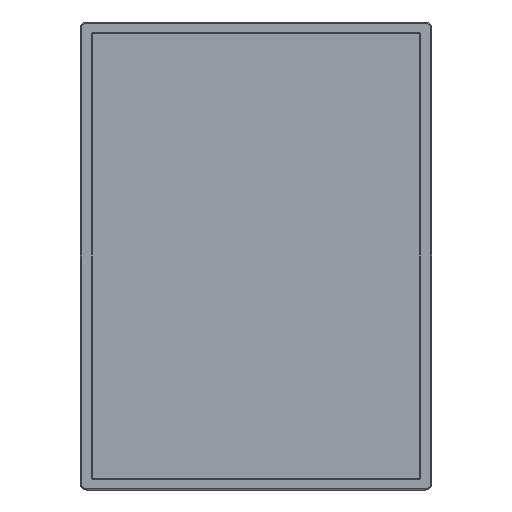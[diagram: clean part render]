
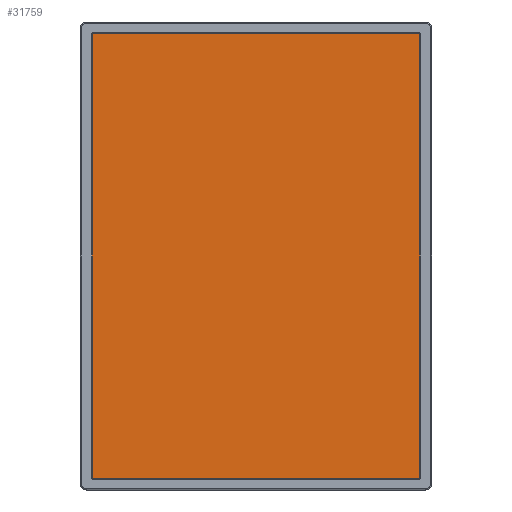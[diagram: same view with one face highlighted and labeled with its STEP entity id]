
A CAD part, front view. The second image highlights one B-rep face of the part: STEP entity #31759.
In plain terms, the highlighted planar face has unit normal (0, -1, 0).
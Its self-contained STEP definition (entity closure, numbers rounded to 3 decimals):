
#3006 = CARTESIAN_POINT ( 'NONE',  ( -3., -18., -372.5 ) ) ;
#3027 = CARTESIAN_POINT ( 'NONE',  ( -2., -18., 6.5 ) ) ;
#4574 = ORIENTED_EDGE ( 'NONE', *, *, #30894, .T. ) ;
#4575 = ORIENTED_EDGE ( 'NONE', *, *, #30972, .T. ) ;
#4576 = ORIENTED_EDGE ( 'NONE', *, *, #30886, .T. ) ;
#4577 = ORIENTED_EDGE ( 'NONE', *, *, #31005, .T. ) ;
#4578 = ORIENTED_EDGE ( 'NONE', *, *, #30895, .T. ) ;
#4579 = ORIENTED_EDGE ( 'NONE', *, *, #30870, .T. ) ;
#4580 = ORIENTED_EDGE ( 'NONE', *, *, #30893, .T. ) ;
#4581 = ORIENTED_EDGE ( 'NONE', *, *, #30885, .T. ) ;
#7279 = VERTEX_POINT ( 'NONE', #3006 ) ;
#7300 = VERTEX_POINT ( 'NONE', #3027 ) ;
#14498 = EDGE_LOOP ( 'NONE', ( #4574, #4575, #4576, #4577, #4578, #4579, #4580, #4581 ) ) ;
#15911 = PLANE ( 'NONE',  #27723 ) ;
#15913 = CARTESIAN_POINT ( 'NONE',  ( 277., -18., 6.5 ) ) ;
#15917 = FACE_OUTER_BOUND ( 'NONE', #14498, .T. ) ;
#15919 = DIRECTION ( 'NONE',  ( 0., -1., 0. ) ) ;
#15920 = DIRECTION ( 'NONE',  ( 0., 0., -1. ) ) ;
#18156 = AXIS2_PLACEMENT_3D ( 'NONE', #26209, #26210, #26211 ) ;
#18158 = CIRCLE ( 'NONE', #18156, 1. ) ;
#23708 = CARTESIAN_POINT ( 'NONE',  ( 276., -18., -373.5 ) ) ;
#23709 = CARTESIAN_POINT ( 'NONE',  ( 277., -18., 5.5 ) ) ;
#23875 = CARTESIAN_POINT ( 'NONE',  ( 277., -18., -372.5 ) ) ;
#23890 = CARTESIAN_POINT ( 'NONE',  ( -2., -18., -373.5 ) ) ;
#23891 = CARTESIAN_POINT ( 'NONE',  ( -3., -18., 5.5 ) ) ;
#25781 = CARTESIAN_POINT ( 'NONE',  ( 276., -18., -372.5 ) ) ;
#25782 = DIRECTION ( 'NONE',  ( 0., -1., 0. ) ) ;
#25783 = DIRECTION ( 'NONE',  ( 0., 0., 1. ) ) ;
#25819 = CARTESIAN_POINT ( 'NONE',  ( -3., -18., 6.5 ) ) ;
#25823 = LINE ( 'NONE', #25819, #33765 ) ;
#25826 = CARTESIAN_POINT ( 'NONE',  ( 276., -18., 5.5 ) ) ;
#25827 = DIRECTION ( 'NONE',  ( 0., -1., 0. ) ) ;
#25828 = DIRECTION ( 'NONE',  ( 0., 0., 1. ) ) ;
#25829 = DIRECTION ( 'NONE',  ( 0., 0., -1. ) ) ;
#25841 = LINE ( 'NONE', #25842, #33797 ) ;
#25842 = CARTESIAN_POINT ( 'NONE',  ( 277., -18., 6.5 ) ) ;
#25849 = DIRECTION ( 'NONE',  ( 0., 0., 1. ) ) ;
#25850 = LINE ( 'NONE', #25851, #33657 ) ;
#25851 = CARTESIAN_POINT ( 'NONE',  ( 277., -18., 6.5 ) ) ;
#25852 = DIRECTION ( 'NONE',  ( -1., 0., 0. ) ) ;
#25853 = LINE ( 'NONE', #25854, #33796 ) ;
#25854 = CARTESIAN_POINT ( 'NONE',  ( 277., -18., -373.5 ) ) ;
#25855 = DIRECTION ( 'NONE',  ( 1., 0., 0. ) ) ;
#26109 = CARTESIAN_POINT ( 'NONE',  ( -2., -18., 5.5 ) ) ;
#26110 = DIRECTION ( 'NONE',  ( 0., -1., 0. ) ) ;
#26111 = DIRECTION ( 'NONE',  ( 0., 0., 1. ) ) ;
#26209 = CARTESIAN_POINT ( 'NONE',  ( -2., -18., -372.5 ) ) ;
#26210 = DIRECTION ( 'NONE',  ( 0., -1., 0. ) ) ;
#26211 = DIRECTION ( 'NONE',  ( 0., 0., 1. ) ) ;
#27723 = AXIS2_PLACEMENT_3D ( 'NONE', #15913, #15919, #15920 ) ;
#28531 = CARTESIAN_POINT ( 'NONE',  ( 276., -18., 6.5 ) ) ;
#30870 = EDGE_CURVE ( 'NONE', #38267, #38442, #33578, .T. ) ;
#30885 = EDGE_CURVE ( 'NONE', #38268, #43740, #33548, .T. ) ;
#30886 = EDGE_CURVE ( 'NONE', #38458, #7279, #25823, .T. ) ;
#30893 = EDGE_CURVE ( 'NONE', #38442, #38268, #25841, .T. ) ;
#30894 = EDGE_CURVE ( 'NONE', #43740, #7300, #25850, .T. ) ;
#30895 = EDGE_CURVE ( 'NONE', #38457, #38267, #25853, .T. ) ;
#30972 = EDGE_CURVE ( 'NONE', #7300, #38458, #33837, .T. ) ;
#31005 = EDGE_CURVE ( 'NONE', #7279, #38457, #18158, .T. ) ;
#31759 = ADVANCED_FACE ( 'NONE', ( #15917 ), #15911, .T. ) ;
#33548 = CIRCLE ( 'NONE', #33649, 1. ) ;
#33571 = AXIS2_PLACEMENT_3D ( 'NONE', #25781, #25782, #25783 ) ;
#33578 = CIRCLE ( 'NONE', #33571, 1. ) ;
#33649 = AXIS2_PLACEMENT_3D ( 'NONE', #25826, #25827, #25828 ) ;
#33657 = VECTOR ( 'NONE', #25852, 1000. ) ;
#33696 = AXIS2_PLACEMENT_3D ( 'NONE', #26109, #26110, #26111 ) ;
#33765 = VECTOR ( 'NONE', #25829, 1000. ) ;
#33796 = VECTOR ( 'NONE', #25855, 1000. ) ;
#33797 = VECTOR ( 'NONE', #25849, 1000. ) ;
#33837 = CIRCLE ( 'NONE', #33696, 1. ) ;
#38267 = VERTEX_POINT ( 'NONE', #23708 ) ;
#38268 = VERTEX_POINT ( 'NONE', #23709 ) ;
#38442 = VERTEX_POINT ( 'NONE', #23875 ) ;
#38457 = VERTEX_POINT ( 'NONE', #23890 ) ;
#38458 = VERTEX_POINT ( 'NONE', #23891 ) ;
#43740 = VERTEX_POINT ( 'NONE', #28531 ) ;
